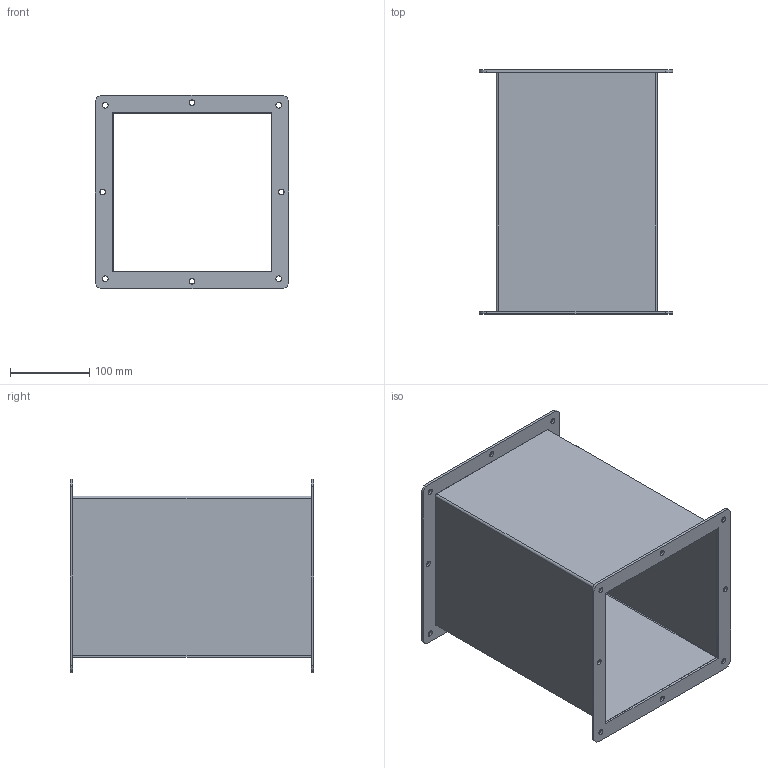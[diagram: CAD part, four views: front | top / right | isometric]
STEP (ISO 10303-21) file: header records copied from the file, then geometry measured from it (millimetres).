
FILE_DESCRIPTION (( 'STEP AP203' ), '1' );
FILE_NAME ('1485EW2.step', '2020-11-19T14:43:19', ( 'ADC123' ), ( 'Microsoft' ), 'SwSTEP 2.0', 'SolidWorks 2019', '' );
FILE_SCHEMA (( 'CONFIG_CONTROL_DESIGN' ));
Length unit declared in the file: inch
Products named in the file (1): 1485EW2
Bounding box: 244.47 x 307.98 x 244.47 mm (x, y, z)
Volume: 559979 mm3; surface area: 574817.3 mm2
Topology: 4 solids, 4 shells, 64 faces, 168 edges, 112 vertices
Faces by surface type: plane 36, cylinder 28
Full cylindrical faces by diameter (mm): 7.137 x16
Entity records: 2053 total; most frequent: DIRECTION 338, CARTESIAN_POINT 329, ORIENTED_EDGE 304, EDGE_CURVE 152, AXIS2_PLACEMENT_3D 121, EDGE_LOOP 116, VERTEX_POINT 112, VECTOR 96
